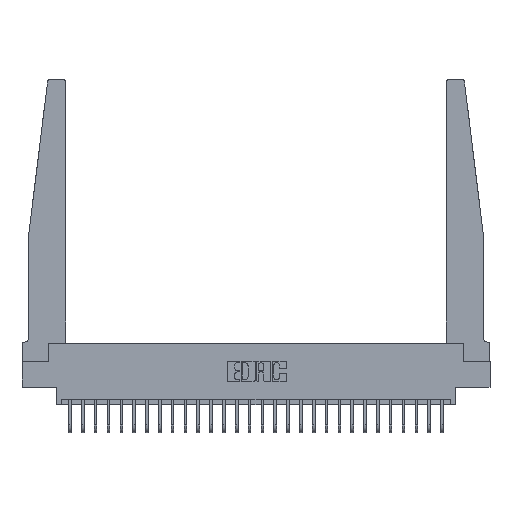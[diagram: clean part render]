
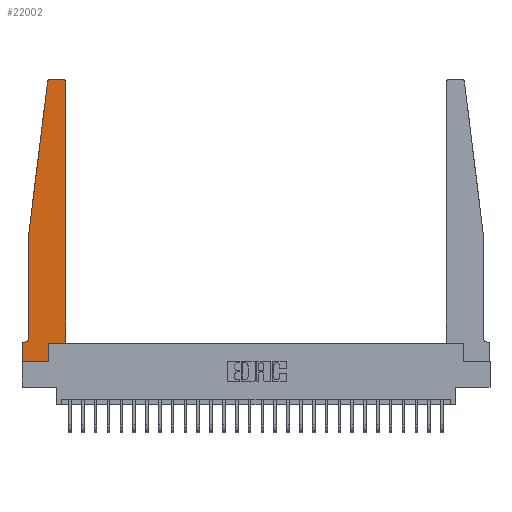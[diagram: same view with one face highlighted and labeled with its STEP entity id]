
A CAD part, top view. The second image highlights one B-rep face of the part: STEP entity #22002.
In plain terms, the highlighted planar face has unit normal (0, 0, 1).
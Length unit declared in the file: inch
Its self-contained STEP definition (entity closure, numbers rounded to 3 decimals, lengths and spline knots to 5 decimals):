
#207 = LINE ( 'NONE', #4206, #14623 ) ;
#315 = ORIENTED_EDGE ( 'NONE', *, *, #10300, .T. ) ;
#1514 = EDGE_CURVE ( 'NONE', #18581, #2230, #16325, .T. ) ;
#2230 = VERTEX_POINT ( 'NONE', #15765 ) ;
#2336 = LINE ( 'NONE', #6082, #22404 ) ;
#2337 = EDGE_CURVE ( 'NONE', #19559, #17192, #12507, .T. ) ;
#3045 = DIRECTION ( 'NONE',  ( 0., 0., -1. ) ) ;
#3477 = LINE ( 'NONE', #9548, #8758 ) ;
#3756 = ORIENTED_EDGE ( 'NONE', *, *, #2337, .T. ) ;
#4086 = CARTESIAN_POINT ( 'NONE',  ( 0., 0.1875, 0.37 ) ) ;
#4206 = CARTESIAN_POINT ( 'NONE',  ( 0.065, 1.25, 0.37 ) ) ;
#4625 = EDGE_CURVE ( 'NONE', #18967, #10749, #3477, .T. ) ;
#4645 = AXIS2_PLACEMENT_3D ( 'NONE', #8724, #3045, #16808 ) ;
#5125 = ORIENTED_EDGE ( 'NONE', *, *, #4625, .T. ) ;
#5320 = EDGE_CURVE ( 'NONE', #10749, #20697, #10755, .T. ) ;
#5335 = AXIS2_PLACEMENT_3D ( 'NONE', #9887, #16293, #16152 ) ;
#5743 = ORIENTED_EDGE ( 'NONE', *, *, #23284, .T. ) ;
#6082 = CARTESIAN_POINT ( 'NONE',  ( 0., 0., 0.37 ) ) ;
#6576 = DIRECTION ( 'NONE',  ( 1., 0., 0. ) ) ;
#6776 = VERTEX_POINT ( 'NONE', #11048 ) ;
#7879 = LINE ( 'NONE', #25442, #20238 ) ;
#7919 = ORIENTED_EDGE ( 'NONE', *, *, #1514, .T. ) ;
#8225 = EDGE_CURVE ( 'NONE', #6776, #13020, #11117, .T. ) ;
#8559 = EDGE_CURVE ( 'NONE', #17192, #25626, #21831, .T. ) ;
#8665 = EDGE_CURVE ( 'NONE', #13020, #18581, #8820, .T. ) ;
#8724 = CARTESIAN_POINT ( 'NONE',  ( 0.015, 0.2375, 0.37 ) ) ;
#8758 = VECTOR ( 'NONE', #23458, 39.37008 ) ;
#8820 = LINE ( 'NONE', #20272, #24824 ) ;
#9548 = CARTESIAN_POINT ( 'NONE',  ( 0.2605, 0.18, 0.37 ) ) ;
#9574 = CARTESIAN_POINT ( 'NONE',  ( 0., 0.1875, 0.37 ) ) ;
#9701 = ORIENTED_EDGE ( 'NONE', *, *, #24681, .T. ) ;
#9784 = PLANE ( 'NONE',  #10997 ) ;
#9887 = CARTESIAN_POINT ( 'NONE',  ( 0.395, 2.72, 0.37 ) ) ;
#9906 = DIRECTION ( 'NONE',  ( 1., 0., 0. ) ) ;
#10300 = EDGE_CURVE ( 'NONE', #25626, #18774, #2336, .T. ) ;
#10427 = LINE ( 'NONE', #22148, #13958 ) ;
#10749 = VERTEX_POINT ( 'NONE', #22288 ) ;
#10755 = LINE ( 'NONE', #13092, #10764 ) ;
#10764 = VECTOR ( 'NONE', #18244, 39.37008 ) ;
#10997 = AXIS2_PLACEMENT_3D ( 'NONE', #4086, #17874, #9906 ) ;
#11048 = CARTESIAN_POINT ( 'NONE',  ( 0.425, 2.72, 0.37 ) ) ;
#11117 = CIRCLE ( 'NONE', #5335, 0.03 ) ;
#11123 = CARTESIAN_POINT ( 'NONE',  ( 0.395, 2.75, 0.37 ) ) ;
#12201 = ORIENTED_EDGE ( 'NONE', *, *, #5320, .T. ) ;
#12507 = CIRCLE ( 'NONE', #4645, 0.05 ) ;
#12704 = DIRECTION ( 'NONE',  ( -1., 0., 0. ) ) ;
#13020 = VERTEX_POINT ( 'NONE', #11123 ) ;
#13092 = CARTESIAN_POINT ( 'NONE',  ( 0.425, 0.18, 0.37 ) ) ;
#13958 = VECTOR ( 'NONE', #14218, 39.37008 ) ;
#14121 = EDGE_CURVE ( 'NONE', #20697, #6776, #7879, .T. ) ;
#14166 = DIRECTION ( 'NONE',  ( -1., 0., 0. ) ) ;
#14218 = DIRECTION ( 'NONE',  ( 0., -1., 0. ) ) ;
#14623 = VECTOR ( 'NONE', #20060, 39.37008 ) ;
#15185 = VECTOR ( 'NONE', #6576, 39.37008 ) ;
#15765 = CARTESIAN_POINT ( 'NONE',  ( 0.24675, 2.72367, 0.37 ) ) ;
#16152 = DIRECTION ( 'NONE',  ( 1., 0., 0. ) ) ;
#16171 = CARTESIAN_POINT ( 'NONE',  ( 0.065, 1.25, 0.37 ) ) ;
#16293 = DIRECTION ( 'NONE',  ( 0., 0., 1. ) ) ;
#16325 = CIRCLE ( 'NONE', #17571, 0.03 ) ;
#16504 = CARTESIAN_POINT ( 'NONE',  ( 0.27653, 2.72, 0.37 ) ) ;
#16808 = DIRECTION ( 'NONE',  ( -1., 0., 0. ) ) ;
#17192 = VERTEX_POINT ( 'NONE', #23053 ) ;
#17571 = AXIS2_PLACEMENT_3D ( 'NONE', #16504, #18346, #22104 ) ;
#17874 = DIRECTION ( 'NONE',  ( 0., 0., 1. ) ) ;
#17912 = DIRECTION ( 'NONE',  ( 0., 1., 0. ) ) ;
#18187 = DIRECTION ( 'NONE',  ( 0., -1., 0. ) ) ;
#18210 = CARTESIAN_POINT ( 'NONE',  ( 0.065, 0.1875, 0.37 ) ) ;
#18244 = DIRECTION ( 'NONE',  ( 1., 0., 0. ) ) ;
#18263 = ORIENTED_EDGE ( 'NONE', *, *, #8665, .T. ) ;
#18346 = DIRECTION ( 'NONE',  ( 0., 0., 1. ) ) ;
#18581 = VERTEX_POINT ( 'NONE', #23178 ) ;
#18666 = CARTESIAN_POINT ( 'NONE',  ( 0., 0., 0.37 ) ) ;
#18774 = VERTEX_POINT ( 'NONE', #25513 ) ;
#18807 = EDGE_CURVE ( 'NONE', #2230, #24895, #207, .T. ) ;
#18967 = VERTEX_POINT ( 'NONE', #24209 ) ;
#19559 = VERTEX_POINT ( 'NONE', #25491 ) ;
#20060 = DIRECTION ( 'NONE',  ( -0.122, -0.992, 0. ) ) ;
#20238 = VECTOR ( 'NONE', #17912, 39.37008 ) ;
#20272 = CARTESIAN_POINT ( 'NONE',  ( 0.25, 2.75, 0.37 ) ) ;
#20697 = VERTEX_POINT ( 'NONE', #25109 ) ;
#20698 = VECTOR ( 'NONE', #14166, 39.37008 ) ;
#21535 = ORIENTED_EDGE ( 'NONE', *, *, #14121, .T. ) ;
#21566 = ORIENTED_EDGE ( 'NONE', *, *, #18807, .T. ) ;
#21831 = LINE ( 'NONE', #18210, #20698 ) ;
#21963 = EDGE_LOOP ( 'NONE', ( #18263, #7919, #21566, #5743, #3756, #23805, #315, #9701, #5125, #12201, #21535, #22218 ) ) ;
#22002 = ADVANCED_FACE ( 'NONE', ( #23705 ), #9784, .T. ) ;
#22104 = DIRECTION ( 'NONE',  ( 1., 0., 0. ) ) ;
#22148 = CARTESIAN_POINT ( 'NONE',  ( 0.065, 1.25, 0.37 ) ) ;
#22218 = ORIENTED_EDGE ( 'NONE', *, *, #8225, .T. ) ;
#22288 = CARTESIAN_POINT ( 'NONE',  ( 0.2605, 0.18, 0.37 ) ) ;
#22404 = VECTOR ( 'NONE', #18187, 39.37008 ) ;
#23053 = CARTESIAN_POINT ( 'NONE',  ( 0.015, 0.1875, 0.37 ) ) ;
#23178 = CARTESIAN_POINT ( 'NONE',  ( 0.27653, 2.75, 0.37 ) ) ;
#23284 = EDGE_CURVE ( 'NONE', #24895, #19559, #10427, .T. ) ;
#23458 = DIRECTION ( 'NONE',  ( 0., 1., 0. ) ) ;
#23705 = FACE_OUTER_BOUND ( 'NONE', #21963, .T. ) ;
#23805 = ORIENTED_EDGE ( 'NONE', *, *, #8559, .T. ) ;
#24209 = CARTESIAN_POINT ( 'NONE',  ( 0.2605, 0., 0.37 ) ) ;
#24369 = LINE ( 'NONE', #18666, #15185 ) ;
#24681 = EDGE_CURVE ( 'NONE', #18774, #18967, #24369, .T. ) ;
#24824 = VECTOR ( 'NONE', #12704, 39.37008 ) ;
#24895 = VERTEX_POINT ( 'NONE', #16171 ) ;
#25109 = CARTESIAN_POINT ( 'NONE',  ( 0.425, 0.18, 0.37 ) ) ;
#25442 = CARTESIAN_POINT ( 'NONE',  ( 0.425, 0.18, 0.37 ) ) ;
#25491 = CARTESIAN_POINT ( 'NONE',  ( 0.065, 0.2375, 0.37 ) ) ;
#25513 = CARTESIAN_POINT ( 'NONE',  ( 0., 0., 0.37 ) ) ;
#25626 = VERTEX_POINT ( 'NONE', #9574 ) ;
